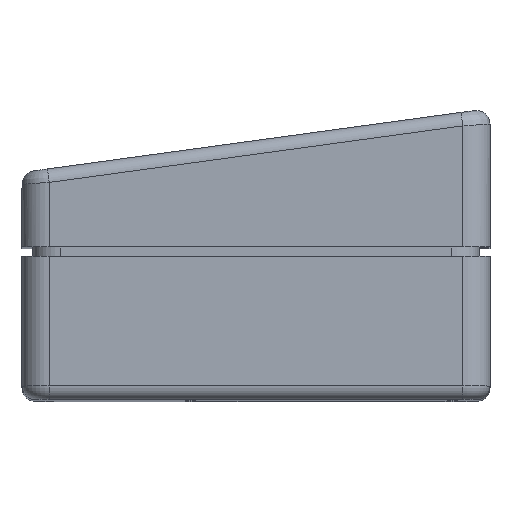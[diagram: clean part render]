
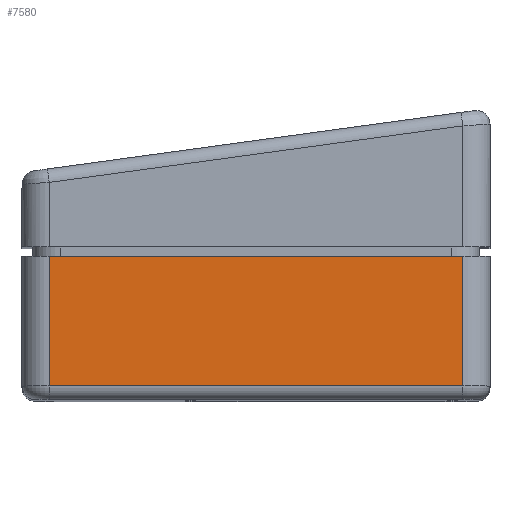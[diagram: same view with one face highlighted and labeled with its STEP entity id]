
A CAD part, top view. The second image highlights one B-rep face of the part: STEP entity #7580.
In plain terms, the highlighted planar face has unit normal (0, 0, 1).
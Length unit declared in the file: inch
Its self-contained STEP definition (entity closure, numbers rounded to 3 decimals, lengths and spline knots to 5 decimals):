
#7493 = VERTEX_POINT ( 'NONE', #19237 ) ;
#7494 = EDGE_CURVE ( 'NONE', #7493, #7503, #19246, .T. ) ;
#7500 = EDGE_CURVE ( 'NONE', #7503, #8817, #19192, .T. ) ;
#7502 = ORIENTED_EDGE ( 'NONE', *, *, #7494, .T. ) ;
#7503 = VERTEX_POINT ( 'NONE', #19188 ) ;
#7504 = ORIENTED_EDGE ( 'NONE', *, *, #7500, .T. ) ;
#7514 = ORIENTED_EDGE ( 'NONE', *, *, #8779, .F. ) ;
#7542 = EDGE_CURVE ( 'NONE', #8816, #7493, #19165, .T. ) ;
#7580 = ADVANCED_FACE ( 'NONE', ( #19297 ), #19286, .T. ) ;
#7600 = EDGE_LOOP ( 'NONE', ( #7601, #7502, #7504, #7514 ) ) ;
#7601 = ORIENTED_EDGE ( 'NONE', *, *, #7542, .T. ) ;
#8779 = EDGE_CURVE ( 'NONE', #8816, #8817, #22631, .T. ) ;
#8816 = VERTEX_POINT ( 'NONE', #22603 ) ;
#8817 = VERTEX_POINT ( 'NONE', #22602 ) ;
#19162 = DIRECTION ( 'NONE',  ( 0., -1., 0. ) ) ;
#19163 = VECTOR ( 'NONE', #19162, 39.37008 ) ;
#19164 = CARTESIAN_POINT ( 'NONE',  ( -0.76, -0.535, 2.065 ) ) ;
#19165 = LINE ( 'NONE', #19164, #19163 ) ;
#19188 = CARTESIAN_POINT ( 'NONE',  ( 0.76, -0.485, 2.065 ) ) ;
#19189 = DIRECTION ( 'NONE',  ( 0., 1., 0. ) ) ;
#19190 = VECTOR ( 'NONE', #19189, 39.37008 ) ;
#19191 = CARTESIAN_POINT ( 'NONE',  ( 0.76, -0.009, 2.065 ) ) ;
#19192 = LINE ( 'NONE', #19191, #19190 ) ;
#19237 = CARTESIAN_POINT ( 'NONE',  ( -0.76, -0.485, 2.065 ) ) ;
#19243 = DIRECTION ( 'NONE',  ( 1., 0., 0. ) ) ;
#19244 = VECTOR ( 'NONE', #19243, 39.37008 ) ;
#19245 = CARTESIAN_POINT ( 'NONE',  ( 0.76, -0.485, 2.065 ) ) ;
#19246 = LINE ( 'NONE', #19245, #19244 ) ;
#19283 = DIRECTION ( 'NONE',  ( 1., 0., 0. ) ) ;
#19284 = DIRECTION ( 'NONE',  ( 0., 0., 1. ) ) ;
#19285 = CARTESIAN_POINT ( 'NONE',  ( -0.86, -0.535, 2.065 ) ) ;
#19286 = PLANE ( 'NONE',  #19357 ) ;
#19297 = FACE_OUTER_BOUND ( 'NONE', #7600, .T. ) ;
#19357 = AXIS2_PLACEMENT_3D ( 'NONE', #19285, #19284, #19283 ) ;
#22602 = CARTESIAN_POINT ( 'NONE',  ( 0.76, -0.009, 2.065 ) ) ;
#22603 = CARTESIAN_POINT ( 'NONE',  ( -0.76, -0.009, 2.065 ) ) ;
#22628 = DIRECTION ( 'NONE',  ( 1., 0., 0. ) ) ;
#22629 = VECTOR ( 'NONE', #22628, 39.37008 ) ;
#22630 = CARTESIAN_POINT ( 'NONE',  ( -0.86, -0.009, 2.065 ) ) ;
#22631 = LINE ( 'NONE', #22630, #22629 ) ;
